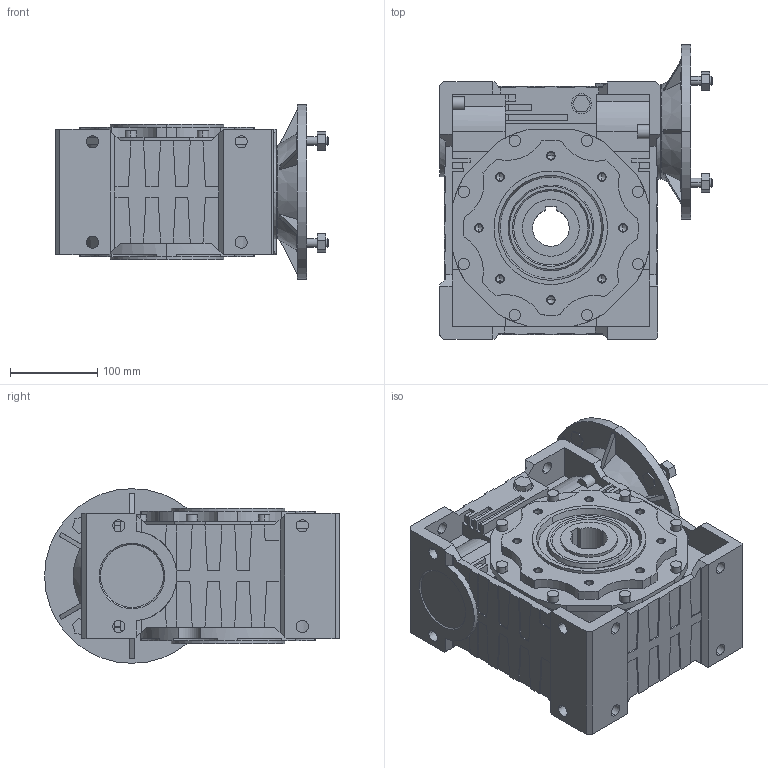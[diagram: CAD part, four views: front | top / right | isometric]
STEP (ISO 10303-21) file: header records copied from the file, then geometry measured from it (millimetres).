
FILE_DESCRIPTION (( 'STEP AP214' ), '1' );
FILE_NAME ('PMRV110_80_B5.STEP', '2018-05-29T15:04:33', ( 'admin' ), ( '' ), 'SwSTEP 2.0', 'SolidWorks 2018', '' );
FILE_SCHEMA (( 'AUTOMOTIVE_DESIGN' ));
Length unit declared in the file: millimetre
Products named in the file (1): PMRV110_80_B5
Bounding box: 312.5 x 337.5 x 200 mm (x, y, z)
Volume: 9069263.7 mm3; surface area: 643681.8 mm2
Topology: 4 solids, 4 shells, 950 faces, 2545 edges, 1639 vertices
Faces by surface type: plane 592, cylinder 252, cone 102, torus 4
Entity records: 29911 total; most frequent: CARTESIAN_POINT 5763, ORIENTED_EDGE 5026, DIRECTION 5026, EDGE_CURVE 2513, LINE 1718, VECTOR 1718, AXIS2_PLACEMENT_3D 1654, VERTEX_POINT 1639
